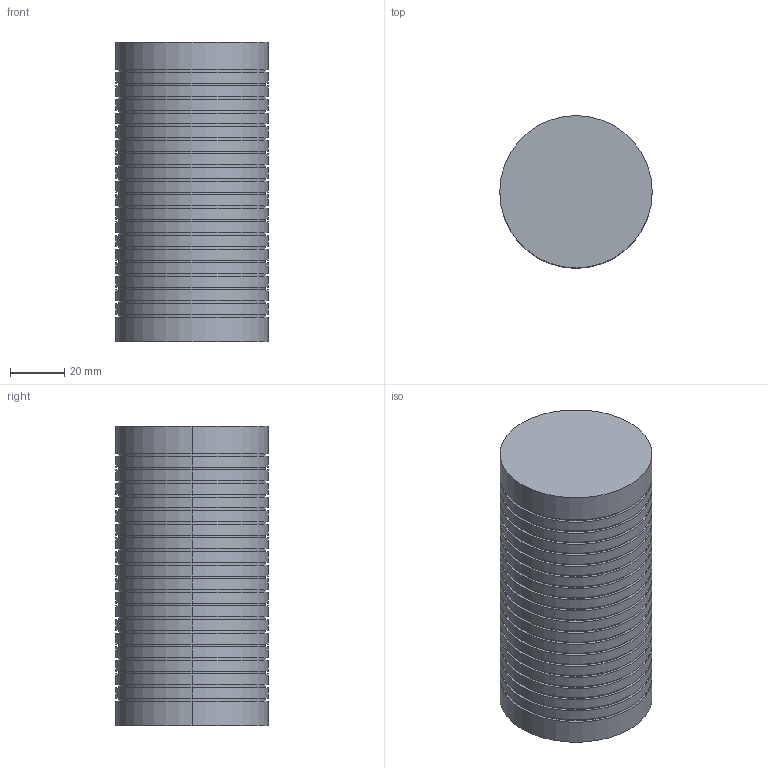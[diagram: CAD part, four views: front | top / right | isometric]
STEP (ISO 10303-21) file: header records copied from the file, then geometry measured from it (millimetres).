
FILE_DESCRIPTION (( 'STEP AP203' ), '1' );
FILE_NAME ('fiber out.STEP', '2023-09-23T09:35:23', ( '' ), ( '' ), 'SwSTEP 2.0', 'SolidWorks 2021', '' );
FILE_SCHEMA (( 'CONFIG_CONTROL_DESIGN' ));
Length unit declared in the file: millimetre
Products named in the file (1): fiber out
Bounding box: 56 x 56 x 110 mm (x, y, z)
Volume: 91277.1 mm3; surface area: 59127.3 mm2
Topology: 1 solids, 3 shells, 127 faces, 249 edges, 166 vertices
Faces by surface type: cylinder 81, plane 46
Entity records: 3418 total; most frequent: DIRECTION 667, CARTESIAN_POINT 543, ORIENTED_EDGE 498, AXIS2_PLACEMENT_3D 290, EDGE_CURVE 249, VERTEX_POINT 166, EDGE_LOOP 165, CIRCLE 162
